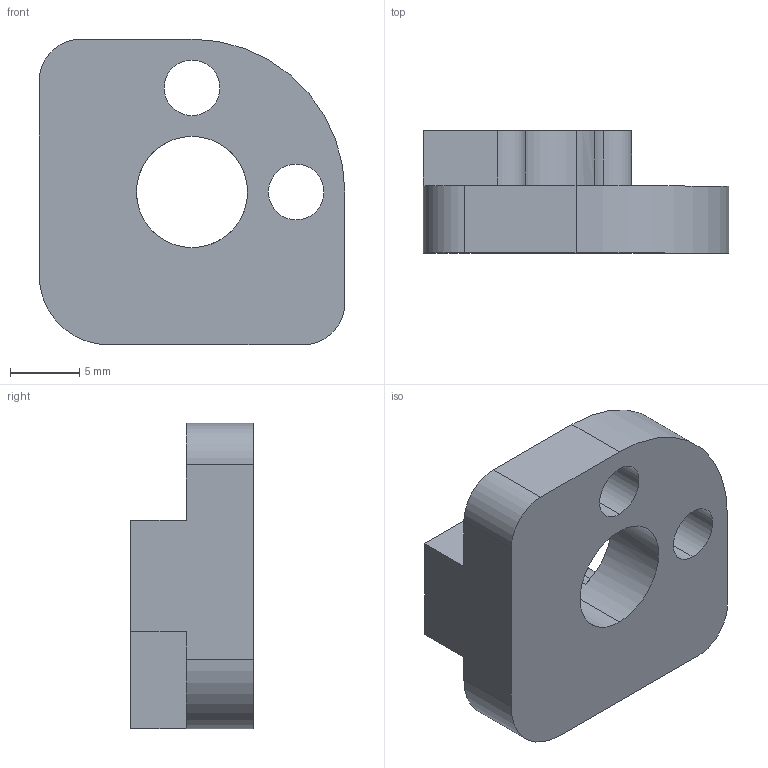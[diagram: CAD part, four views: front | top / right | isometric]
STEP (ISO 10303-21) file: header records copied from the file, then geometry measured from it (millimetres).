
FILE_DESCRIPTION(('FreeCAD Model'),'2;1');
FILE_NAME('bed_corner_test.step','2015-04-07T11:04:01',('Author'),(''), 'Open CASCADE STEP processor 6.7','FreeCAD','Unknown');
FILE_SCHEMA(('AUTOMOTIVE_DESIGN_CC2 { 1 2 10303 214 -1 1 5 4 }'));
Length unit declared in the file: millimetre
Products named in the file (1): TAZ_5_bed_assembly005
Bounding box: 22 x 8.82 x 22 mm (x, y, z)
Volume: 2264.5 mm3; surface area: 1597.7 mm2
Topology: 1 solids, 1 shells, 25 faces, 72 edges, 48 vertices
Faces by surface type: cylinder 13, plane 12
Entity records: 1756 total; most frequent: CARTESIAN_POINT 364, DIRECTION 237, ORIENTED_EDGE 144, PCURVE 144, DEFINITIONAL_REPRESENTATION 144, LINE 104, VECTOR 104, EDGE_CURVE 72
